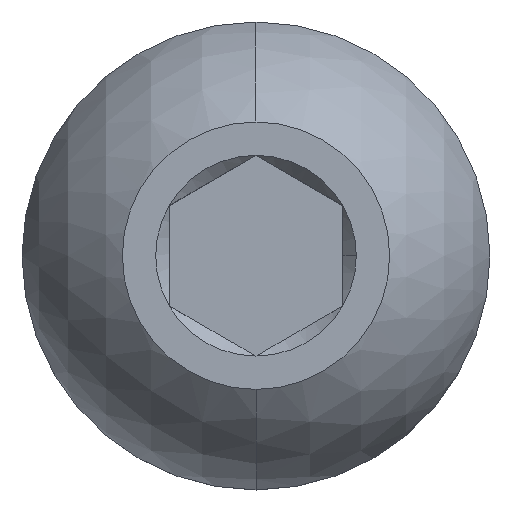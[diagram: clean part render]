
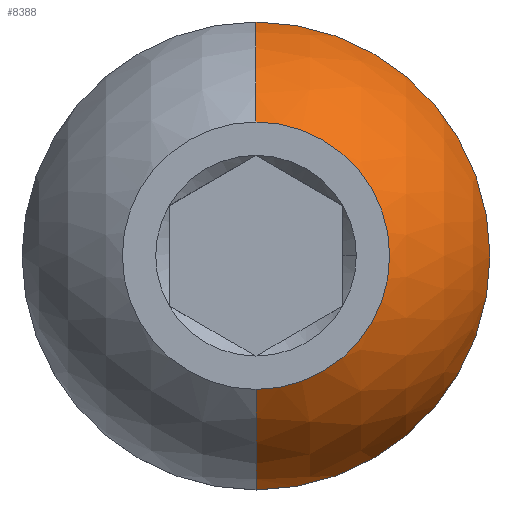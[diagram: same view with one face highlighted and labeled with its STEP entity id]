
A CAD part, top view. The second image highlights one B-rep face of the part: STEP entity #8388.
In plain terms, the highlighted spherical face has radius 1.791 mm.
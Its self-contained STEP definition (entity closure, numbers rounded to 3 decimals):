
#4 = AXIS2_PLACEMENT_3D ( 'NONE', #2048, #1300, #3324 ) ;
#82 = ORIENTED_EDGE ( 'NONE', *, *, #7882, .T. ) ;
#145 = EDGE_CURVE ( 'NONE', #5463, #7892, #5200, .T. ) ;
#168 = AXIS2_PLACEMENT_3D ( 'NONE', #3277, #4530, #2575 ) ;
#619 = FACE_OUTER_BOUND ( 'NONE', #5516, .T. ) ;
#648 = CARTESIAN_POINT ( 'NONE',  ( 0., 1.75, 7.195 ) ) ;
#1300 = DIRECTION ( 'NONE',  ( -1., 0., 0. ) ) ;
#1843 = CARTESIAN_POINT ( 'NONE',  ( 0., 0., 8.3 ) ) ;
#2048 = CARTESIAN_POINT ( 'NONE',  ( 0., 0., 6.814 ) ) ;
#2145 = CIRCLE ( 'NONE', #168, 1.75 ) ;
#2156 = EDGE_CURVE ( 'NONE', #2188, #7892, #7767, .T. ) ;
#2188 = VERTEX_POINT ( 'NONE', #6476 ) ;
#2213 = ORIENTED_EDGE ( 'NONE', *, *, #145, .T. ) ;
#2392 = CIRCLE ( 'NONE', #4, 1.791 ) ;
#2575 = DIRECTION ( 'NONE',  ( 0., -1., 0. ) ) ;
#3211 = CARTESIAN_POINT ( 'NONE',  ( 0., 0., 6.814 ) ) ;
#3277 = CARTESIAN_POINT ( 'NONE',  ( 0., 0., 7.195 ) ) ;
#3324 = DIRECTION ( 'NONE',  ( 0., -1., 0. ) ) ;
#3405 = CARTESIAN_POINT ( 'NONE',  ( 0., 0., 6.814 ) ) ;
#3707 = AXIS2_PLACEMENT_3D ( 'NONE', #3405, #4691, #8095 ) ;
#3781 = EDGE_CURVE ( 'NONE', #7032, #2188, #2392, .T. ) ;
#3814 = CARTESIAN_POINT ( 'NONE',  ( 0., 1., 8.3 ) ) ;
#4286 = ORIENTED_EDGE ( 'NONE', *, *, #2156, .F. ) ;
#4530 = DIRECTION ( 'NONE',  ( 0., 0., 1. ) ) ;
#4691 = DIRECTION ( 'NONE',  ( 1., 0., 0. ) ) ;
#4905 = ORIENTED_EDGE ( 'NONE', *, *, #3781, .F. ) ;
#4937 = AXIS2_PLACEMENT_3D ( 'NONE', #1843, #8610, #6559 ) ;
#5200 = CIRCLE ( 'NONE', #6041, 1.791 ) ;
#5404 = CARTESIAN_POINT ( 'NONE',  ( 0., -1.75, 7.195 ) ) ;
#5463 = VERTEX_POINT ( 'NONE', #648 ) ;
#5516 = EDGE_LOOP ( 'NONE', ( #82, #2213, #4286, #4905 ) ) ;
#5901 = DIRECTION ( 'NONE',  ( 0., 1., 0. ) ) ;
#6041 = AXIS2_PLACEMENT_3D ( 'NONE', #3211, #7302, #5901 ) ;
#6476 = CARTESIAN_POINT ( 'NONE',  ( 0., -1., 8.3 ) ) ;
#6559 = DIRECTION ( 'NONE',  ( 0., -1., 0. ) ) ;
#7032 = VERTEX_POINT ( 'NONE', #5404 ) ;
#7302 = DIRECTION ( 'NONE',  ( 1., 0., 0. ) ) ;
#7767 = CIRCLE ( 'NONE', #4937, 1. ) ;
#7882 = EDGE_CURVE ( 'NONE', #7032, #5463, #2145, .T. ) ;
#7892 = VERTEX_POINT ( 'NONE', #3814 ) ;
#8005 = SPHERICAL_SURFACE ( 'NONE', #3707, 1.791 ) ;
#8095 = DIRECTION ( 'NONE',  ( 0., -1., 0. ) ) ;
#8388 = ADVANCED_FACE ( 'NONE', ( #619 ), #8005, .T. ) ;
#8610 = DIRECTION ( 'NONE',  ( 0., 0., 1. ) ) ;
